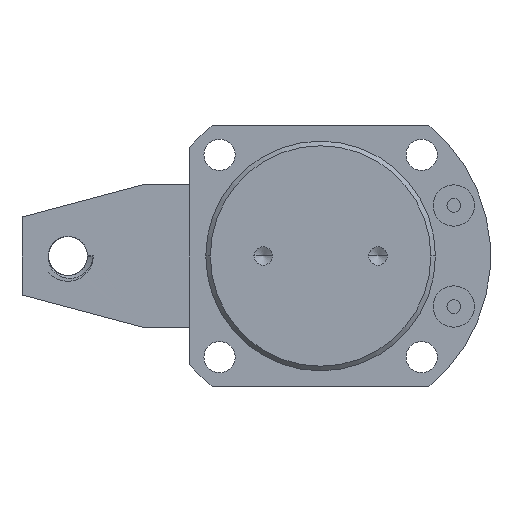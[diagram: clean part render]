
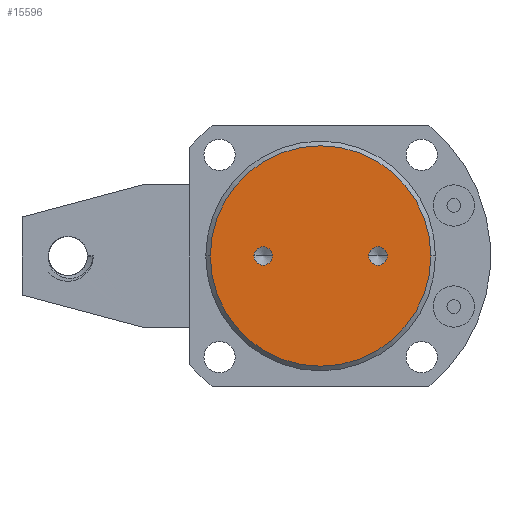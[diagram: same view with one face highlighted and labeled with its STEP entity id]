
A CAD part, front view. The second image highlights one B-rep face of the part: STEP entity #15596.
In plain terms, the highlighted planar face has unit normal (0, -1, 0).
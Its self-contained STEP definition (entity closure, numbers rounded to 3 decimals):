
#579 = AXIS2_PLACEMENT_3D ( 'NONE', #8893, #19423, #10416 ) ;
#592 = AXIS2_PLACEMENT_3D ( 'NONE', #7071, #17598, #8590 ) ;
#1263 = CIRCLE ( 'NONE', #11816, 24. ) ;
#3160 = ORIENTED_EDGE ( 'NONE', *, *, #14165, .T. ) ;
#3169 = EDGE_CURVE ( 'NONE', #9209, #18541, #11697, .T. ) ;
#4013 = CIRCLE ( 'NONE', #17102, 2. ) ;
#4159 = DIRECTION ( 'NONE',  ( 0., 1., 0. ) ) ;
#4324 = DIRECTION ( 'NONE',  ( 0., 1., 0. ) ) ;
#4370 = AXIS2_PLACEMENT_3D ( 'NONE', #16025, #7015, #17543 ) ;
#4950 = CARTESIAN_POINT ( 'NONE',  ( -24., -60., 0. ) ) ;
#5144 = CIRCLE ( 'NONE', #592, 2. ) ;
#5160 = VERTEX_POINT ( 'NONE', #19326 ) ;
#5254 = EDGE_LOOP ( 'NONE', ( #3160, #15346 ) ) ;
#5854 = DIRECTION ( 'NONE',  ( 0., 1., 0. ) ) ;
#5972 = EDGE_CURVE ( 'NONE', #5160, #14423, #5144, .T. ) ;
#6396 = FACE_BOUND ( 'NONE', #5254, .T. ) ;
#7015 = DIRECTION ( 'NONE',  ( 0., 1., 0. ) ) ;
#7071 = CARTESIAN_POINT ( 'NONE',  ( 12.5, -60., 0. ) ) ;
#7623 = CIRCLE ( 'NONE', #4370, 2. ) ;
#8292 = CARTESIAN_POINT ( 'NONE',  ( -24.288, -60., 24.288 ) ) ;
#8590 = DIRECTION ( 'NONE',  ( 0., 0., -1. ) ) ;
#8893 = CARTESIAN_POINT ( 'NONE',  ( 0., -60., 0. ) ) ;
#9209 = VERTEX_POINT ( 'NONE', #14326 ) ;
#9812 = DIRECTION ( 'NONE',  ( 0., 0., -1. ) ) ;
#9875 = ORIENTED_EDGE ( 'NONE', *, *, #13608, .F. ) ;
#10055 = AXIS2_PLACEMENT_3D ( 'NONE', #8292, #18810, #9812 ) ;
#10416 = DIRECTION ( 'NONE',  ( -1., 0., 0. ) ) ;
#10476 = VERTEX_POINT ( 'NONE', #4950 ) ;
#10882 = FACE_OUTER_BOUND ( 'NONE', #11310, .T. ) ;
#11310 = EDGE_LOOP ( 'NONE', ( #9875, #19350 ) ) ;
#11697 = CIRCLE ( 'NONE', #15268, 2. ) ;
#11816 = AXIS2_PLACEMENT_3D ( 'NONE', #13184, #4159, #14699 ) ;
#12680 = VERTEX_POINT ( 'NONE', #14022 ) ;
#12970 = CIRCLE ( 'NONE', #579, 24. ) ;
#13049 = ORIENTED_EDGE ( 'NONE', *, *, #15995, .T. ) ;
#13184 = CARTESIAN_POINT ( 'NONE',  ( 0., -60., 0. ) ) ;
#13340 = CARTESIAN_POINT ( 'NONE',  ( -12.5, -60., 0. ) ) ;
#13608 = EDGE_CURVE ( 'NONE', #10476, #12680, #1263, .T. ) ;
#14022 = CARTESIAN_POINT ( 'NONE',  ( 24., -60., 0. ) ) ;
#14165 = EDGE_CURVE ( 'NONE', #18541, #9209, #7623, .T. ) ;
#14326 = CARTESIAN_POINT ( 'NONE',  ( -12.5, -60., 2. ) ) ;
#14423 = VERTEX_POINT ( 'NONE', #17682 ) ;
#14699 = DIRECTION ( 'NONE',  ( -1., 0., 0. ) ) ;
#14851 = DIRECTION ( 'NONE',  ( 0., 0., -1. ) ) ;
#14868 = CARTESIAN_POINT ( 'NONE',  ( 12.5, -60., 0. ) ) ;
#15268 = AXIS2_PLACEMENT_3D ( 'NONE', #13340, #4324, #14851 ) ;
#15346 = ORIENTED_EDGE ( 'NONE', *, *, #3169, .T. ) ;
#15596 = ADVANCED_FACE ( 'NONE', ( #10882, #6396, #18412 ), #17294, .T. ) ;
#15995 = EDGE_CURVE ( 'NONE', #14423, #5160, #4013, .T. ) ;
#16000 = EDGE_CURVE ( 'NONE', #12680, #10476, #12970, .T. ) ;
#16025 = CARTESIAN_POINT ( 'NONE',  ( -12.5, -60., 0. ) ) ;
#16103 = EDGE_LOOP ( 'NONE', ( #18125, #13049 ) ) ;
#16379 = DIRECTION ( 'NONE',  ( 0., 0., -1. ) ) ;
#17102 = AXIS2_PLACEMENT_3D ( 'NONE', #14868, #5854, #16379 ) ;
#17128 = CARTESIAN_POINT ( 'NONE',  ( -12.5, -60., -2. ) ) ;
#17294 = PLANE ( 'NONE',  #10055 ) ;
#17543 = DIRECTION ( 'NONE',  ( 0., 0., -1. ) ) ;
#17598 = DIRECTION ( 'NONE',  ( 0., 1., 0. ) ) ;
#17682 = CARTESIAN_POINT ( 'NONE',  ( 12.5, -60., 2. ) ) ;
#18125 = ORIENTED_EDGE ( 'NONE', *, *, #5972, .T. ) ;
#18412 = FACE_BOUND ( 'NONE', #16103, .T. ) ;
#18541 = VERTEX_POINT ( 'NONE', #17128 ) ;
#18810 = DIRECTION ( 'NONE',  ( 0., -1., 0. ) ) ;
#19326 = CARTESIAN_POINT ( 'NONE',  ( 12.5, -60., -2. ) ) ;
#19350 = ORIENTED_EDGE ( 'NONE', *, *, #16000, .F. ) ;
#19423 = DIRECTION ( 'NONE',  ( 0., 1., 0. ) ) ;
